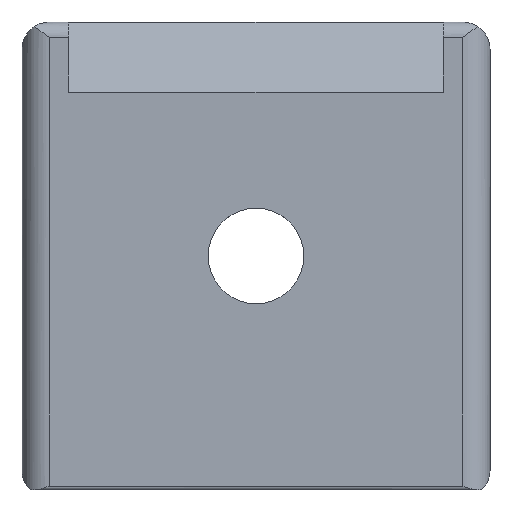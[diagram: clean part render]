
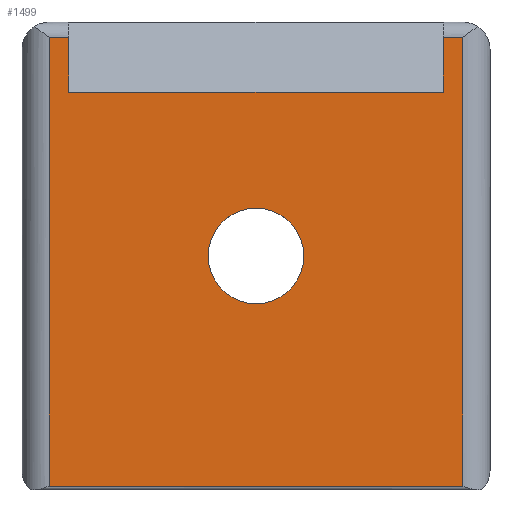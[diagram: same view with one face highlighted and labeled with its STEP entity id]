
A CAD part, top view. The second image highlights one B-rep face of the part: STEP entity #1499.
In plain terms, the highlighted planar face has unit normal (0, 0, 1).
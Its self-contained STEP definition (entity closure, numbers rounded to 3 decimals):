
#28=FACE_BOUND('',#313,.T.);
#127=PLANE('',#1658);
#226=FACE_OUTER_BOUND('',#312,.T.);
#312=EDGE_LOOP('',(#1352,#1353,#1354,#1355,#1356,#1357,#1358,#1359));
#313=EDGE_LOOP('',(#1360));
#430=LINE('',#2907,#556);
#434=LINE('',#2915,#560);
#436=LINE('',#2921,#562);
#438=LINE('',#2927,#564);
#439=LINE('',#2929,#565);
#440=LINE('',#2931,#566);
#441=LINE('',#2933,#567);
#442=LINE('',#2934,#568);
#556=VECTOR('',#2024,1.);
#560=VECTOR('',#2030,1.);
#562=VECTOR('',#2036,1.);
#564=VECTOR('',#2042,1.);
#565=VECTOR('',#2043,1.);
#566=VECTOR('',#2044,1.);
#567=VECTOR('',#2045,1.);
#568=VECTOR('',#2046,1.);
#611=CIRCLE('',#1652,6.125);
#739=VERTEX_POINT('',#2901);
#740=VERTEX_POINT('',#2905);
#741=VERTEX_POINT('',#2906);
#744=VERTEX_POINT('',#2914);
#746=VERTEX_POINT('',#2920);
#748=VERTEX_POINT('',#2926);
#749=VERTEX_POINT('',#2928);
#750=VERTEX_POINT('',#2930);
#751=VERTEX_POINT('',#2932);
#944=EDGE_CURVE('',#739,#739,#611,.T.);
#946=EDGE_CURVE('',#740,#741,#430,.T.);
#950=EDGE_CURVE('',#741,#744,#434,.T.);
#953=EDGE_CURVE('',#746,#740,#436,.T.);
#956=EDGE_CURVE('',#748,#744,#438,.T.);
#957=EDGE_CURVE('',#748,#749,#439,.T.);
#958=EDGE_CURVE('',#749,#750,#440,.T.);
#959=EDGE_CURVE('',#750,#751,#441,.T.);
#960=EDGE_CURVE('',#746,#751,#442,.T.);
#1352=ORIENTED_EDGE('',*,*,#953,.T.);
#1353=ORIENTED_EDGE('',*,*,#946,.T.);
#1354=ORIENTED_EDGE('',*,*,#950,.T.);
#1355=ORIENTED_EDGE('',*,*,#956,.F.);
#1356=ORIENTED_EDGE('',*,*,#957,.T.);
#1357=ORIENTED_EDGE('',*,*,#958,.T.);
#1358=ORIENTED_EDGE('',*,*,#959,.T.);
#1359=ORIENTED_EDGE('',*,*,#960,.F.);
#1360=ORIENTED_EDGE('',*,*,#944,.T.);
#1499=ADVANCED_FACE('',(#226,#28),#127,.T.);
#1652=AXIS2_PLACEMENT_3D('',#2902,#2019,#2020);
#1658=AXIS2_PLACEMENT_3D('',#2925,#2040,#2041);
#2019=DIRECTION('center_axis',(0.,0.,-1.));
#2020=DIRECTION('ref_axis',(1.,0.,0.));
#2024=DIRECTION('',(-1.,0.,0.));
#2030=DIRECTION('',(0.,1.,0.));
#2036=DIRECTION('',(0.,-1.,0.));
#2040=DIRECTION('center_axis',(0.,0.,1.));
#2041=DIRECTION('ref_axis',(0.,-1.,0.));
#2042=DIRECTION('',(1.,0.,0.));
#2043=DIRECTION('',(0.,-1.,0.));
#2044=DIRECTION('',(1.,0.,0.));
#2045=DIRECTION('',(0.,1.,0.));
#2046=DIRECTION('',(1.,0.,0.));
#2901=CARTESIAN_POINT('',(-6.125,-30.,0.));
#2902=CARTESIAN_POINT('Origin',(0.,-30.,0.));
#2905=CARTESIAN_POINT('',(24.,-9.,0.));
#2906=CARTESIAN_POINT('',(-24.,-9.,0.));
#2907=CARTESIAN_POINT('',(-15.,-9.,0.));
#2914=CARTESIAN_POINT('',(-24.,-2.,0.));
#2915=CARTESIAN_POINT('',(-24.,-16.564,0.));
#2920=CARTESIAN_POINT('',(24.,-2.,0.));
#2921=CARTESIAN_POINT('',(24.,-16.564,0.));
#2925=CARTESIAN_POINT('Origin',(-30.,-30.75,0.));
#2926=CARTESIAN_POINT('',(-26.5,-2.,0.));
#2927=CARTESIAN_POINT('',(-30.,-2.,0.));
#2928=CARTESIAN_POINT('',(-26.5,-59.5,0.));
#2929=CARTESIAN_POINT('',(-26.5,-15.375,0.));
#2930=CARTESIAN_POINT('',(26.5,-59.5,0.));
#2931=CARTESIAN_POINT('',(-30.,-59.5,0.));
#2932=CARTESIAN_POINT('',(26.5,-2.,0.));
#2933=CARTESIAN_POINT('',(26.5,-30.75,0.));
#2934=CARTESIAN_POINT('',(-30.,-2.,0.));
